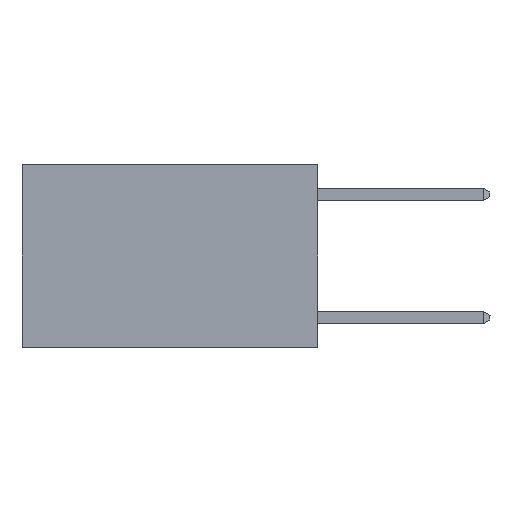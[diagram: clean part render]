
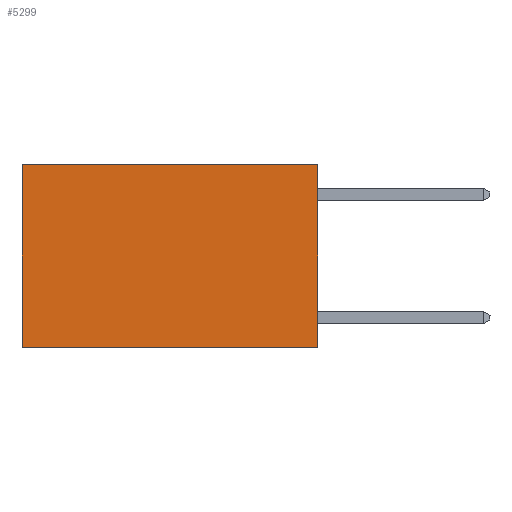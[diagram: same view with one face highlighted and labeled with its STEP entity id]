
A CAD part, left-side view. The second image highlights one B-rep face of the part: STEP entity #5299.
In plain terms, the highlighted planar face has unit normal (-1, 0, 0).
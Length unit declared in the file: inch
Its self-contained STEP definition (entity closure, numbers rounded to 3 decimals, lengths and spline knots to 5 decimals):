
#1942 = ORIENTED_EDGE ( 'NONE', *, *, #28106, .F. ) ;
#2140 = CARTESIAN_POINT ( 'NONE',  ( 0.2625, 0.6, 0. ) ) ;
#2325 = DIRECTION ( 'NONE',  ( 0., 0., -1. ) ) ;
#3587 = ORIENTED_EDGE ( 'NONE', *, *, #19030, .F. ) ;
#3744 = EDGE_CURVE ( 'NONE', #21173, #19775, #25212, .T. ) ;
#4674 = CARTESIAN_POINT ( 'NONE',  ( 0.2625, 0., -0.37 ) ) ;
#4821 = VECTOR ( 'NONE', #30958, 39.37008 ) ;
#5108 = DIRECTION ( 'NONE',  ( 0., 0., -1. ) ) ;
#5299 = ADVANCED_FACE ( 'NONE', ( #7289 ), #22702, .F. ) ;
#6012 = DIRECTION ( 'NONE',  ( 0., 0., -1. ) ) ;
#7289 = FACE_OUTER_BOUND ( 'NONE', #12211, .T. ) ;
#8731 = LINE ( 'NONE', #17507, #15868 ) ;
#10545 = CARTESIAN_POINT ( 'NONE',  ( 0.2625, 0.6, 0. ) ) ;
#11551 = DIRECTION ( 'NONE',  ( 0., 1., 0. ) ) ;
#12211 = EDGE_LOOP ( 'NONE', ( #28061, #1942, #3587, #28787 ) ) ;
#13568 = CARTESIAN_POINT ( 'NONE',  ( 0.2625, 0., 0. ) ) ;
#14443 = CARTESIAN_POINT ( 'NONE',  ( 0.2625, 0., -0.37 ) ) ;
#15868 = VECTOR ( 'NONE', #5108, 39.37008 ) ;
#16638 = CARTESIAN_POINT ( 'NONE',  ( 0.2625, 0.6, -0.37 ) ) ;
#17507 = CARTESIAN_POINT ( 'NONE',  ( 0.2625, 0., 0. ) ) ;
#18532 = VERTEX_POINT ( 'NONE', #14443 ) ;
#18735 = VECTOR ( 'NONE', #2325, 39.37008 ) ;
#18967 = LINE ( 'NONE', #13568, #31126 ) ;
#19030 = EDGE_CURVE ( 'NONE', #21383, #18532, #8731, .T. ) ;
#19775 = VERTEX_POINT ( 'NONE', #16638 ) ;
#21019 = LINE ( 'NONE', #4674, #4821 ) ;
#21173 = VERTEX_POINT ( 'NONE', #10545 ) ;
#21383 = VERTEX_POINT ( 'NONE', #22802 ) ;
#22702 = PLANE ( 'NONE',  #25281 ) ;
#22802 = CARTESIAN_POINT ( 'NONE',  ( 0.2625, 0., 0. ) ) ;
#25212 = LINE ( 'NONE', #2140, #18735 ) ;
#25281 = AXIS2_PLACEMENT_3D ( 'NONE', #27541, #29961, #6012 ) ;
#27541 = CARTESIAN_POINT ( 'NONE',  ( 0.2625, 0., 0. ) ) ;
#28061 = ORIENTED_EDGE ( 'NONE', *, *, #3744, .T. ) ;
#28106 = EDGE_CURVE ( 'NONE', #18532, #19775, #21019, .T. ) ;
#28787 = ORIENTED_EDGE ( 'NONE', *, *, #29330, .T. ) ;
#29330 = EDGE_CURVE ( 'NONE', #21383, #21173, #18967, .T. ) ;
#29961 = DIRECTION ( 'NONE',  ( 1., 0., 0. ) ) ;
#30958 = DIRECTION ( 'NONE',  ( 0., 1., 0. ) ) ;
#31126 = VECTOR ( 'NONE', #11551, 39.37008 ) ;
